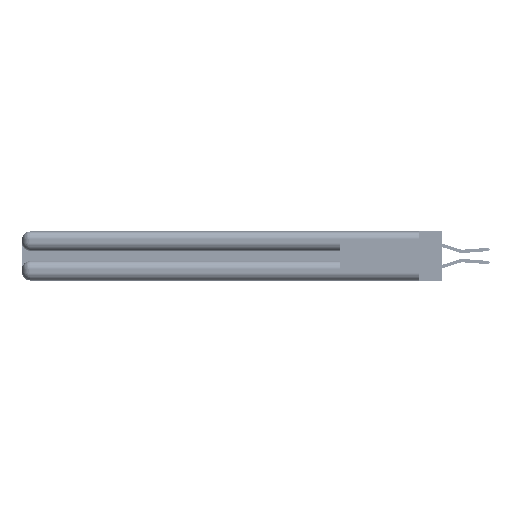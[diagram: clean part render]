
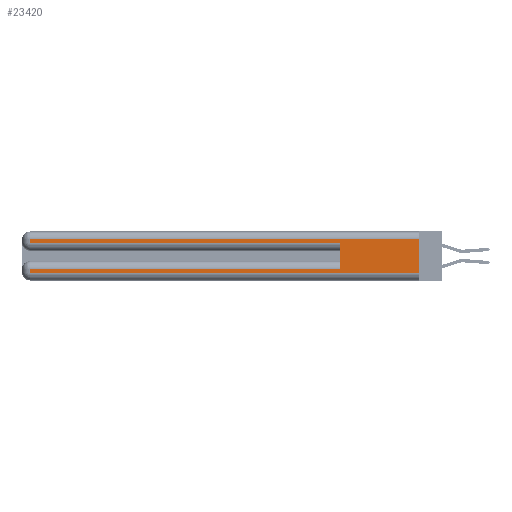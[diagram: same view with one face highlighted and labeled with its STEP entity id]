
A CAD part, left-side view. The second image highlights one B-rep face of the part: STEP entity #23420.
In plain terms, the highlighted planar face has unit normal (-1, 0, 0).
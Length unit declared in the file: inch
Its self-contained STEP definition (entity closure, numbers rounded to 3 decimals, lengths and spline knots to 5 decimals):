
#438 = DIRECTION ( 'NONE',  ( 0., 0., 1. ) ) ;
#1014 = DIRECTION ( 'NONE',  ( 0., 1., 0. ) ) ;
#1730 = ORIENTED_EDGE ( 'NONE', *, *, #12026, .T. ) ;
#2451 = DIRECTION ( 'NONE',  ( 0., 1., 0. ) ) ;
#3363 = VECTOR ( 'NONE', #28682, 39.37008 ) ;
#3994 = VECTOR ( 'NONE', #11164, 39.37008 ) ;
#5215 = CARTESIAN_POINT ( 'NONE',  ( 0., 2.94, 0.06 ) ) ;
#6272 = LINE ( 'NONE', #31997, #21073 ) ;
#6386 = EDGE_CURVE ( 'NONE', #9731, #21282, #9191, .T. ) ;
#9191 = LINE ( 'NONE', #14094, #3994 ) ;
#9643 = EDGE_CURVE ( 'NONE', #18400, #37633, #46113, .T. ) ;
#9731 = VERTEX_POINT ( 'NONE', #42448 ) ;
#9846 = CARTESIAN_POINT ( 'NONE',  ( 0., 0., 0.37 ) ) ;
#10467 = LINE ( 'NONE', #40766, #3363 ) ;
#11164 = DIRECTION ( 'NONE',  ( 0., 0., -1. ) ) ;
#11797 = EDGE_CURVE ( 'NONE', #9731, #23863, #51037, .T. ) ;
#12026 = EDGE_CURVE ( 'NONE', #23863, #17755, #23980, .T. ) ;
#13246 = CARTESIAN_POINT ( 'NONE',  ( 0., 0., 0.06 ) ) ;
#14094 = CARTESIAN_POINT ( 'NONE',  ( 0., 0., 0.37 ) ) ;
#16282 = CARTESIAN_POINT ( 'NONE',  ( 0., 2.94, 0.31 ) ) ;
#16875 = ORIENTED_EDGE ( 'NONE', *, *, #9643, .T. ) ;
#16886 = CARTESIAN_POINT ( 'NONE',  ( 0., 2.94, 0.285 ) ) ;
#17116 = CARTESIAN_POINT ( 'NONE',  ( 0., 0., 0.085 ) ) ;
#17755 = VERTEX_POINT ( 'NONE', #16886 ) ;
#18400 = VERTEX_POINT ( 'NONE', #36952 ) ;
#19865 = CARTESIAN_POINT ( 'NONE',  ( 0., 2.94, 0.37 ) ) ;
#21073 = VECTOR ( 'NONE', #44242, 39.37008 ) ;
#21282 = VERTEX_POINT ( 'NONE', #13246 ) ;
#21758 = LINE ( 'NONE', #42066, #42375 ) ;
#23420 = ADVANCED_FACE ( 'NONE', ( #36624 ), #30494, .F. ) ;
#23863 = VERTEX_POINT ( 'NONE', #16282 ) ;
#23980 = LINE ( 'NONE', #24562, #36843 ) ;
#24562 = CARTESIAN_POINT ( 'NONE',  ( 0., 2.94, 0.37 ) ) ;
#26297 = ORIENTED_EDGE ( 'NONE', *, *, #37607, .T. ) ;
#26304 = LINE ( 'NONE', #19865, #46312 ) ;
#28086 = EDGE_CURVE ( 'NONE', #39131, #21282, #6272, .T. ) ;
#28682 = DIRECTION ( 'NONE',  ( 0., -1., 0. ) ) ;
#29620 = CARTESIAN_POINT ( 'NONE',  ( 0., 0.6, 0.285 ) ) ;
#30494 = PLANE ( 'NONE',  #43038 ) ;
#31953 = VECTOR ( 'NONE', #1014, 39.37008 ) ;
#31997 = CARTESIAN_POINT ( 'NONE',  ( 0., 0., 0.06 ) ) ;
#34127 = DIRECTION ( 'NONE',  ( 0., 0., -1. ) ) ;
#34293 = ORIENTED_EDGE ( 'NONE', *, *, #40527, .F. ) ;
#34964 = ORIENTED_EDGE ( 'NONE', *, *, #6386, .F. ) ;
#35726 = DIRECTION ( 'NONE',  ( 0., 0., -1. ) ) ;
#36624 = FACE_OUTER_BOUND ( 'NONE', #42500, .T. ) ;
#36821 = CARTESIAN_POINT ( 'NONE',  ( 0., 2.94, 0.085 ) ) ;
#36843 = VECTOR ( 'NONE', #41300, 39.37008 ) ;
#36952 = CARTESIAN_POINT ( 'NONE',  ( 0., 0.6, 0.085 ) ) ;
#37521 = VECTOR ( 'NONE', #2451, 39.37008 ) ;
#37607 = EDGE_CURVE ( 'NONE', #17755, #42359, #10467, .T. ) ;
#37633 = VERTEX_POINT ( 'NONE', #36821 ) ;
#39131 = VERTEX_POINT ( 'NONE', #5215 ) ;
#39230 = ORIENTED_EDGE ( 'NONE', *, *, #28086, .T. ) ;
#40527 = EDGE_CURVE ( 'NONE', #18400, #42359, #21758, .T. ) ;
#40766 = CARTESIAN_POINT ( 'NONE',  ( 0., 0., 0.285 ) ) ;
#41300 = DIRECTION ( 'NONE',  ( 0., 0., -1. ) ) ;
#42066 = CARTESIAN_POINT ( 'NONE',  ( 0., 0.6, 0.145 ) ) ;
#42359 = VERTEX_POINT ( 'NONE', #29620 ) ;
#42375 = VECTOR ( 'NONE', #438, 39.37008 ) ;
#42448 = CARTESIAN_POINT ( 'NONE',  ( 0., 0., 0.31 ) ) ;
#42500 = EDGE_LOOP ( 'NONE', ( #34964, #48783, #1730, #26297, #34293, #16875, #49534, #39230 ) ) ;
#42575 = DIRECTION ( 'NONE',  ( 1., 0., 0. ) ) ;
#43038 = AXIS2_PLACEMENT_3D ( 'NONE', #9846, #42575, #34127 ) ;
#43508 = CARTESIAN_POINT ( 'NONE',  ( 0., 0., 0.31 ) ) ;
#44242 = DIRECTION ( 'NONE',  ( 0., -1., 0. ) ) ;
#46113 = LINE ( 'NONE', #17116, #31953 ) ;
#46312 = VECTOR ( 'NONE', #35726, 39.37008 ) ;
#48783 = ORIENTED_EDGE ( 'NONE', *, *, #11797, .T. ) ;
#49534 = ORIENTED_EDGE ( 'NONE', *, *, #51670, .T. ) ;
#51037 = LINE ( 'NONE', #43508, #37521 ) ;
#51670 = EDGE_CURVE ( 'NONE', #37633, #39131, #26304, .T. ) ;
